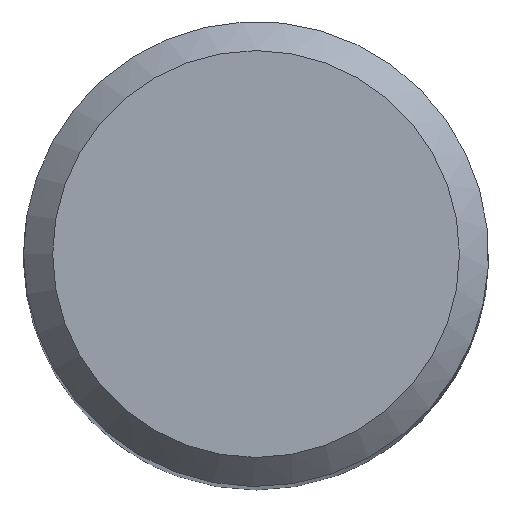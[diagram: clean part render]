
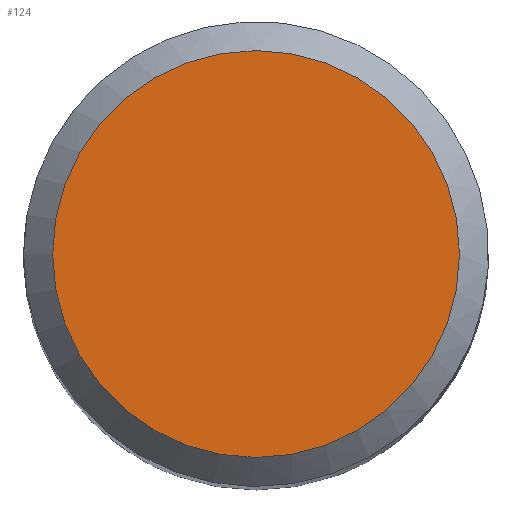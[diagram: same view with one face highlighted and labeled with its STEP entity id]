
A CAD part, top view. The second image highlights one B-rep face of the part: STEP entity #124.
In plain terms, the highlighted planar face has unit normal (0, 0, 1).
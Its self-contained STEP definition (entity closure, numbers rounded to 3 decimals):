
#40=PLANE('',#634);
#124=ADVANCED_FACE('',(#166),#40,.F.);
#166=FACE_OUTER_BOUND('',#202,.T.);
#202=EDGE_LOOP('',(#344));
#344=ORIENTED_EDGE('',*,*,#490,.F.);
#428=VERTEX_POINT('',#1109);
#490=EDGE_CURVE('',#428,#428,#537,.T.);
#537=CIRCLE('',#622,7.);
#622=AXIS2_PLACEMENT_3D('',#1108,#748,#749);
#634=AXIS2_PLACEMENT_3D('',#1173,#776,#777);
#748=DIRECTION('',(0.,0.,-1.));
#749=DIRECTION('',(-1.,0.,0.));
#776=DIRECTION('',(0.,0.,-1.));
#777=DIRECTION('',(1.,0.,0.));
#1108=CARTESIAN_POINT('',(0.,0.,0.));
#1109=CARTESIAN_POINT('',(-7.,0.,0.));
#1173=CARTESIAN_POINT('',(0.,7.,0.));
